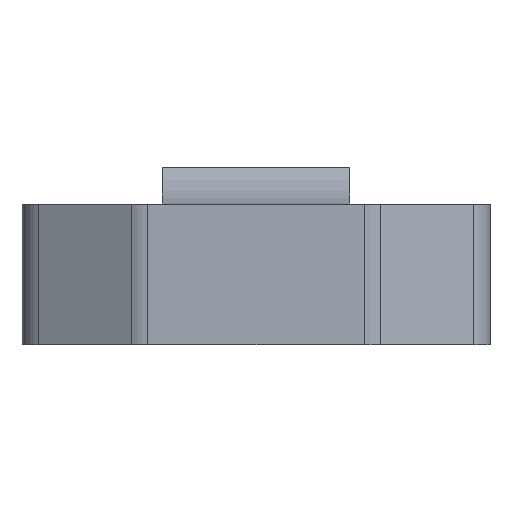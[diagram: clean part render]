
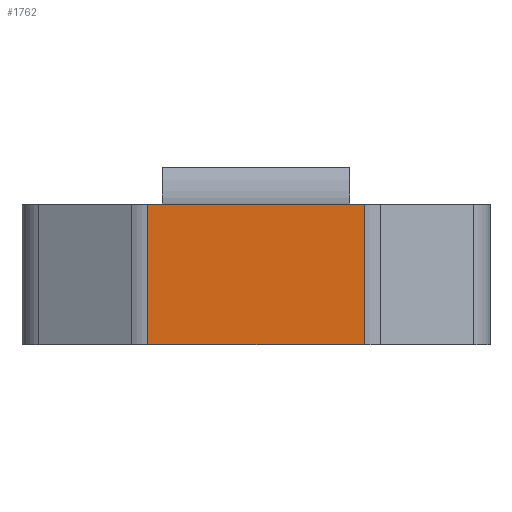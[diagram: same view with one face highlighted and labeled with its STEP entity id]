
A CAD part, left-side view. The second image highlights one B-rep face of the part: STEP entity #1762.
In plain terms, the highlighted planar face has unit normal (-1, 0, 0).
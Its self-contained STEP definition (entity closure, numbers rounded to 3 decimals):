
#20 = ORIENTED_EDGE ( 'NONE', *, *, #70, .T. ) ;
#70 = EDGE_CURVE ( 'NONE', #5497, #1900, #315, .T. ) ;
#315 = LINE ( 'NONE', #3740, #1403 ) ;
#824 = VERTEX_POINT ( 'NONE', #1444 ) ;
#1123 = FACE_OUTER_BOUND ( 'NONE', #5295, .T. ) ;
#1398 = EDGE_CURVE ( 'NONE', #1900, #824, #2788, .T. ) ;
#1403 = VECTOR ( 'NONE', #5045, 1000. ) ;
#1437 = CARTESIAN_POINT ( 'NONE',  ( -27., -15., 30. ) ) ;
#1444 = CARTESIAN_POINT ( 'NONE',  ( -27., 58.124, 30. ) ) ;
#1465 = VERTEX_POINT ( 'NONE', #1728 ) ;
#1520 = VECTOR ( 'NONE', #4035, 1000. ) ;
#1728 = CARTESIAN_POINT ( 'NONE',  ( -27., 58.124, 0. ) ) ;
#1762 = ADVANCED_FACE ( 'NONE', ( #1123 ), #3284, .F. ) ;
#1900 = VERTEX_POINT ( 'NONE', #3877 ) ;
#1986 = DIRECTION ( 'NONE',  ( 1., 0., 0. ) ) ;
#2283 = CARTESIAN_POINT ( 'NONE',  ( -27., 58.124, 2. ) ) ;
#2637 = EDGE_CURVE ( 'NONE', #5497, #1465, #5037, .T. ) ;
#2788 = LINE ( 'NONE', #1437, #4715 ) ;
#3284 = PLANE ( 'NONE',  #3720 ) ;
#3671 = DIRECTION ( 'NONE',  ( 0., 1., 0. ) ) ;
#3720 = AXIS2_PLACEMENT_3D ( 'NONE', #4113, #1986, #3745 ) ;
#3728 = CARTESIAN_POINT ( 'NONE',  ( -27., 10., 0. ) ) ;
#3740 = CARTESIAN_POINT ( 'NONE',  ( -27., 11.876, 2. ) ) ;
#3745 = DIRECTION ( 'NONE',  ( 0., 1., 0. ) ) ;
#3877 = CARTESIAN_POINT ( 'NONE',  ( -27., 11.876, 30. ) ) ;
#4035 = DIRECTION ( 'NONE',  ( 0., 0., -1. ) ) ;
#4113 = CARTESIAN_POINT ( 'NONE',  ( -27., -15., 2. ) ) ;
#4366 = VECTOR ( 'NONE', #3671, 1000. ) ;
#4372 = EDGE_CURVE ( 'NONE', #824, #1465, #4922, .T. ) ;
#4701 = ORIENTED_EDGE ( 'NONE', *, *, #2637, .F. ) ;
#4715 = VECTOR ( 'NONE', #4937, 1000. ) ;
#4922 = LINE ( 'NONE', #2283, #1520 ) ;
#4937 = DIRECTION ( 'NONE',  ( 0., 1., 0. ) ) ;
#4979 = ORIENTED_EDGE ( 'NONE', *, *, #4372, .T. ) ;
#5037 = LINE ( 'NONE', #3728, #4366 ) ;
#5045 = DIRECTION ( 'NONE',  ( 0., 0., 1. ) ) ;
#5151 = CARTESIAN_POINT ( 'NONE',  ( -27., 11.876, 0. ) ) ;
#5223 = ORIENTED_EDGE ( 'NONE', *, *, #1398, .T. ) ;
#5295 = EDGE_LOOP ( 'NONE', ( #4701, #20, #5223, #4979 ) ) ;
#5497 = VERTEX_POINT ( 'NONE', #5151 ) ;
